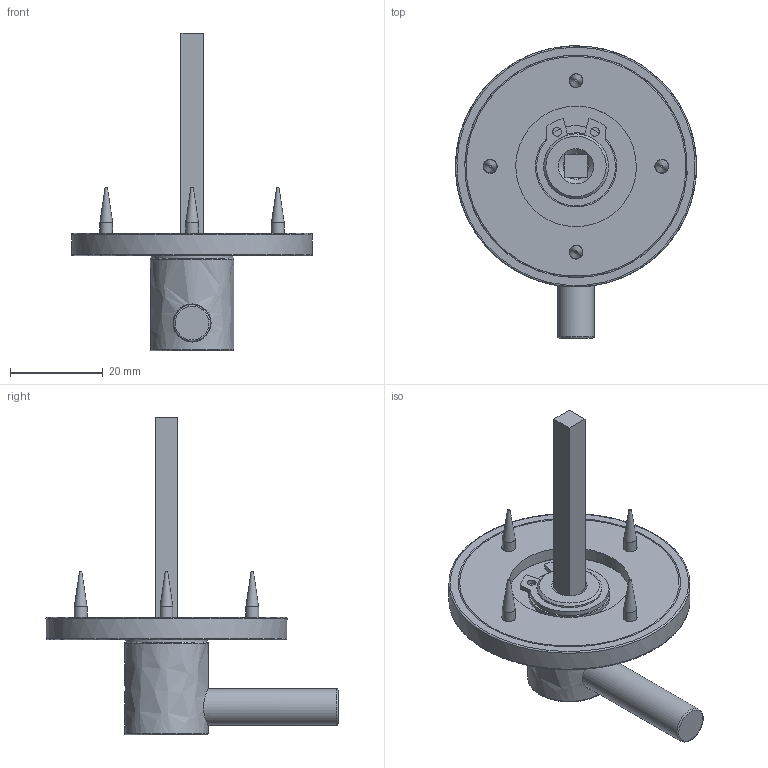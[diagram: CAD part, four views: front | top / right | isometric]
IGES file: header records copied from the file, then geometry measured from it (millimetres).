
Global section: file name: P8150-T; native system: Autodesk Inventor 2020; preprocessor: unknown; author: mgibbs; date: 20190809.120951; units: millimetre
Bounding box: 51.97 x 62.98 x 68.5 mm (x, y, z)
Volume: 15828.2 mm3; surface area: 14384.4 mm2
Topology: 12 solids, 12 shells, 172 faces, 447 edges, 310 vertices
Faces by surface type: bspline 172
